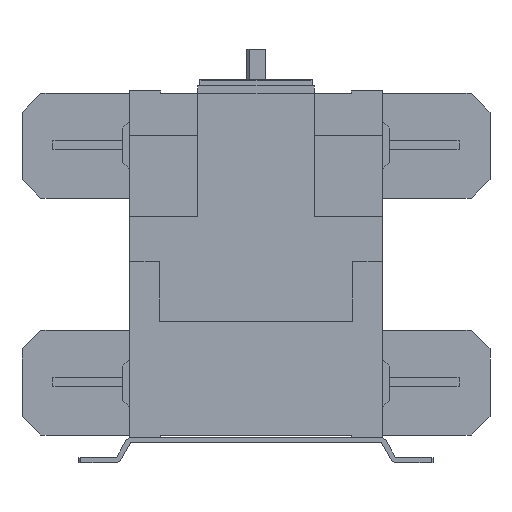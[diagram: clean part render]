
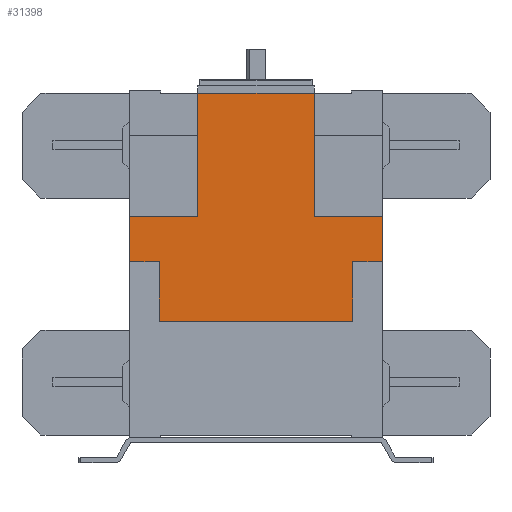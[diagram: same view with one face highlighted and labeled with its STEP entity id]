
A CAD part, left-side view. The second image highlights one B-rep face of the part: STEP entity #31398.
In plain terms, the highlighted planar face has unit normal (-1, 0, 0).
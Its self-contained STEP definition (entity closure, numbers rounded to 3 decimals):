
#17517=DIRECTION('',(0.,0.,-1.));
#17518=VECTOR('',#17517,36.);
#17519=CARTESIAN_POINT('',(-339.737,91.99,
145.494));
#17520=LINE('',#17519,#17518);
#18483=DIRECTION('',(0.,0.,-1.));
#18484=VECTOR('',#18483,97.1);
#18485=CARTESIAN_POINT('',(-339.737,37.99,
242.594));
#18486=LINE('',#18485,#18484);
#18499=DIRECTION('',(0.,-1.,0.));
#18500=VECTOR('',#18499,92.);
#18501=CARTESIAN_POINT('',(-339.737,37.99,
242.594));
#18502=LINE('',#18501,#18500);
#18503=DIRECTION('',(0.,0.,-1.));
#18504=VECTOR('',#18503,36.);
#18505=CARTESIAN_POINT('',(-339.737,-108.01,
145.494));
#18506=LINE('',#18505,#18504);
#18507=DIRECTION('',(0.,1.,0.));
#18508=VECTOR('',#18507,23.7);
#18509=CARTESIAN_POINT('',(-339.737,-108.01,
109.494));
#18510=LINE('',#18509,#18508);
#18523=DIRECTION('',(0.,0.,1.));
#18524=VECTOR('',#18523,97.1);
#18525=CARTESIAN_POINT('',(-339.737,-54.01,
145.494));
#18526=LINE('',#18525,#18524);
#18547=DIRECTION('',(0.,1.,0.));
#18548=VECTOR('',#18547,54.);
#18549=CARTESIAN_POINT('',(-339.737,-108.01,
145.494));
#18550=LINE('',#18549,#18548);
#18711=DIRECTION('',(0.,0.,1.));
#18712=VECTOR('',#18711,47.);
#18713=CARTESIAN_POINT('',(-339.737,-84.31,
62.494));
#18714=LINE('',#18713,#18712);
#19210=DIRECTION('',(0.,-1.,0.));
#19211=VECTOR('',#19210,23.7);
#19212=CARTESIAN_POINT('',(-339.737,91.99,
109.494));
#19213=LINE('',#19212,#19211);
#19254=DIRECTION('',(0.,0.,-1.));
#19255=VECTOR('',#19254,47.);
#19256=CARTESIAN_POINT('',(-339.737,68.29,
109.494));
#19257=LINE('',#19256,#19255);
#19428=DIRECTION('',(0.,-1.,0.));
#19429=VECTOR('',#19428,152.6);
#19430=CARTESIAN_POINT('',(-339.737,68.29,
62.494));
#19431=LINE('',#19430,#19429);
#19603=DIRECTION('',(0.,1.,0.));
#19604=VECTOR('',#19603,54.);
#19605=CARTESIAN_POINT('',(-339.737,37.99,
145.494));
#19606=LINE('',#19605,#19604);
#25228=CARTESIAN_POINT('',(-339.737,91.99,
145.494));
#25229=VERTEX_POINT('',#25228);
#25230=CARTESIAN_POINT('',(-339.737,91.99,
109.494));
#25231=VERTEX_POINT('',#25230);
#25565=CARTESIAN_POINT('',(-339.737,-54.01,
242.594));
#25566=VERTEX_POINT('',#25565);
#25567=CARTESIAN_POINT('',(-339.737,37.99,
242.594));
#25568=VERTEX_POINT('',#25567);
#26121=CARTESIAN_POINT('',(-339.737,-108.01,
109.494));
#26122=VERTEX_POINT('',#26121);
#26123=CARTESIAN_POINT('',(-339.737,-108.01,
145.494));
#26124=VERTEX_POINT('',#26123);
#26783=CARTESIAN_POINT('',(-339.737,68.29,
109.494));
#26784=VERTEX_POINT('',#26783);
#26821=CARTESIAN_POINT('',(-339.737,-54.01,
145.494));
#26822=VERTEX_POINT('',#26821);
#26823=CARTESIAN_POINT('',(-339.737,-84.31,
109.494));
#26824=VERTEX_POINT('',#26823);
#26825=CARTESIAN_POINT('',(-339.737,-84.31,
62.494));
#26826=VERTEX_POINT('',#26825);
#26827=CARTESIAN_POINT('',(-339.737,68.29,
62.494));
#26828=VERTEX_POINT('',#26827);
#26829=CARTESIAN_POINT('',(-339.737,37.99,
145.494));
#26830=VERTEX_POINT('',#26829);
#31371=CARTESIAN_POINT('',(-339.737,-8.01,
87.687));
#31372=DIRECTION('',(-1.,0.,0.));
#31373=DIRECTION('',(0.,0.,1.));
#31374=AXIS2_PLACEMENT_3D('',#31371,#31372,#31373);
#31375=PLANE('',#31374);
#31376=ORIENTED_EDGE('',*,*,#27732,.T.);
#31378=ORIENTED_EDGE('',*,*,#31377,.F.);
#31380=ORIENTED_EDGE('',*,*,#31379,.F.);
#31381=ORIENTED_EDGE('',*,*,#28187,.T.);
#31383=ORIENTED_EDGE('',*,*,#31382,.T.);
#31385=ORIENTED_EDGE('',*,*,#31384,.F.);
#31387=ORIENTED_EDGE('',*,*,#31386,.F.);
#31389=ORIENTED_EDGE('',*,*,#31388,.F.);
#31391=ORIENTED_EDGE('',*,*,#31390,.F.);
#31392=ORIENTED_EDGE('',*,*,#29645,.F.);
#31394=ORIENTED_EDGE('',*,*,#31393,.F.);
#31395=ORIENTED_EDGE('',*,*,#31352,.F.);
#31396=EDGE_LOOP('',(#31376,#31378,#31380,#31381,#31383,#31385,#31387,#31389,
#31391,#31392,#31394,#31395));
#31397=FACE_OUTER_BOUND('',#31396,.F.);
#27732=EDGE_CURVE('',#25568,#25566,#18502,.T.);
#28187=EDGE_CURVE('',#26124,#26122,#18506,.T.);
#29645=EDGE_CURVE('',#25229,#25231,#17520,.T.);
#31352=EDGE_CURVE('',#25568,#26830,#18486,.T.);
#31377=EDGE_CURVE('',#26822,#25566,#18526,.T.);
#31379=EDGE_CURVE('',#26124,#26822,#18550,.T.);
#31382=EDGE_CURVE('',#26122,#26824,#18510,.T.);
#31384=EDGE_CURVE('',#26826,#26824,#18714,.T.);
#31386=EDGE_CURVE('',#26828,#26826,#19431,.T.);
#31388=EDGE_CURVE('',#26784,#26828,#19257,.T.);
#31390=EDGE_CURVE('',#25231,#26784,#19213,.T.);
#31393=EDGE_CURVE('',#26830,#25229,#19606,.T.);
#31398=ADVANCED_FACE('',(#31397),#31375,.T.);
